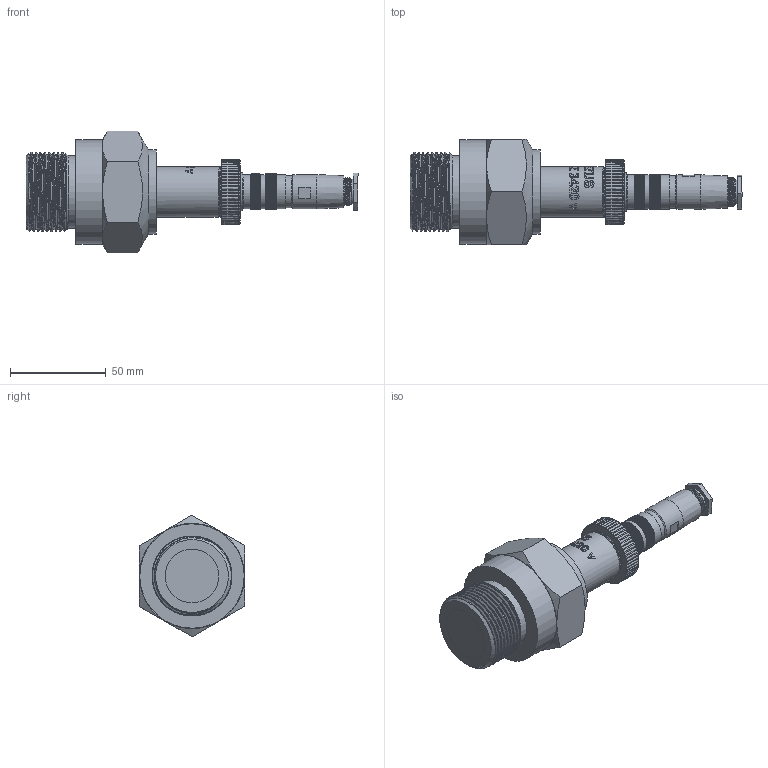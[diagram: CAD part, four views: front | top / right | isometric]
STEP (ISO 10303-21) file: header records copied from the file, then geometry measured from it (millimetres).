
FILE_DESCRIPTION(/* description */ (''),/* implementation_level */ '2;1');
FILE_NAME(/* name */ 'APZ3420v_G1-1''2-protected_7.step',/* time_stamp */ '2021-07-13T16:54:25+03:00',/* author */ (''),/* organization */ (''),/* preprocessor_version */ 'ST-DEVELOPER v18.1',/* originating_system */ 'Autodesk Translation Framework v10.9.0.1377',/* authorisation */ '');
FILE_SCHEMA (('AUTOMOTIVE_DESIGN { 1 0 10303 214 3 1 1 }'));
Products named in the file (8): АПЗ 3420 v - filled; OMAL nut M27x1.5 v8; Binder 723 assembly v4; Binder 723 female v10; Binder 723 male v8; Ш100.000.005 v4; CT002.000.084 (стакан 37) v
3; МР00-01.266.410.126 v3
Assembly tree (7 placements, depth 3):
  АПЗ 3420 v - filled
    OMAL nut M27x1.5 v8
    Binder 723 assembly v4
      Binder 723 female v10
      Binder 723 male v8
    Ш100.000.005 v4
    CT002.000.084 (стакан 37) v
3
    МР00-01.266.410.126 v3
Bounding box: 173.35 x 55.08 x 63.51 mm (x, y, z)
Volume: 169012.3 mm3; surface area: 37234.9 mm2
Topology: 7 solids, 8 shells, 3529 faces, 8926 edges, 5841 vertices
Faces by surface type: plane 2155, cylinder 625, bspline 448, cone 296, torus 5
Full cylindrical faces by diameter (mm): 1 x15, 1.5 x5, 2 x1, 10 x1, 11.8 x1, 12 x1, 13 x1, 13.5 x1, 13.741 x3, 14.884 x2, 15.044 x5, 15.2 x1, 15.908 x4, 16.8 x1, 17.044 x7, 17.283 x6, 17.6 x1, 17.908 x7, 18 x4, 18.124 x7, 18.161 x2, 20 x2, 21.4 x2, 22.3 x1, 22.5 x1, 24.5 x1, 25.132 x4, 25.526 x4, 25.7 x1, 26.5 x5
Entity records: 135442 total; most frequent: CARTESIAN_POINT 51259, DIRECTION 17875, ORIENTED_EDGE 17852, EDGE_CURVE 8926, AXIS2_PLACEMENT_3D 7710, VERTEX_POINT 5841, EDGE_LOOP 3963, ELLIPSE 3870
